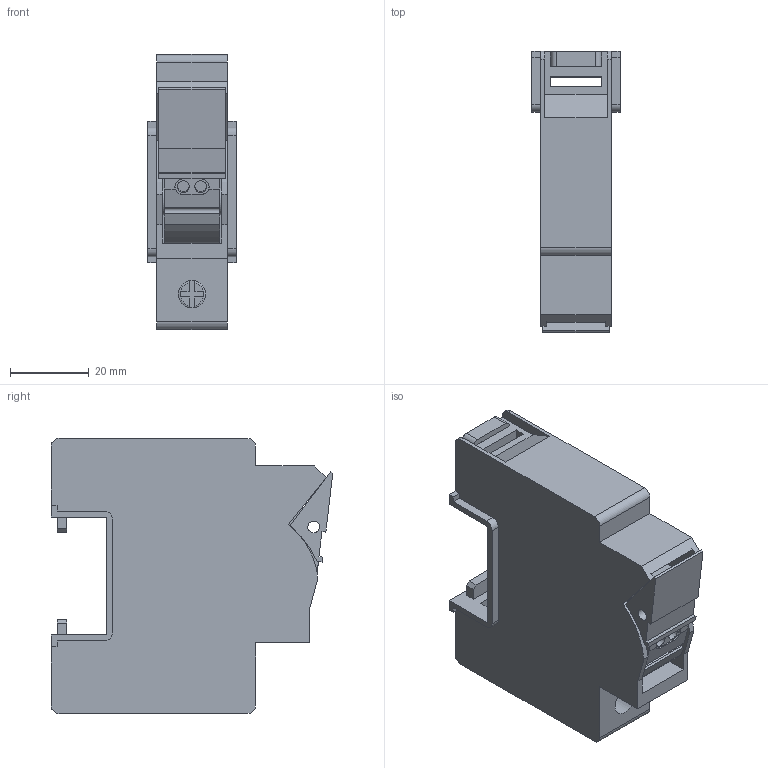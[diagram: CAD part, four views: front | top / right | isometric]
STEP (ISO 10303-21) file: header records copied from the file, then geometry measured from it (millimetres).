
FILE_DESCRIPTION(/* description */ ('STEP AP214'),/* implementation_level */ '2;1');
FILE_NAME(/* name */ '31570',/* time_stamp */ '2023-10-04T11:53:00+02:00',/* author */ ('License CC BY-ND 4.0'),/* organization */ ('CADENAS'),/* preprocessor_version */ 'ST-DEVELOPER v19.3',/* originating_system */ 'PARTsolutions',/* authorisation */ ' ');
FILE_SCHEMA (('AUTOMOTIVE_DESIGN {1 0 10303 214 3 1 1}'));
Length unit declared in the file: millimetre
Products named in the file (5): 31570; 79602000; 77228000; 30414000; 77222000
Assembly tree (5 placements, depth 2):
  31570
    79602000
    77228000  x2
    30414000
    77222000
Bounding box: 22.5 x 71.65 x 70 mm (x, y, z)
Volume: 48893.1 mm3; surface area: 29744.5 mm2
Topology: 5 solids, 5 shells, 256 faces, 723 edges, 479 vertices
Faces by surface type: plane 192, cylinder 62, torus 2
Full cylindrical faces by diameter (mm): 3 x3, 4 x2, 4.5 x1, 6 x1, 7 x3, 8 x1, 10 x1
Entity records: 7321 total; most frequent: CARTESIAN_POINT 1301, ORIENTED_EDGE 1238, DIRECTION 1184, EDGE_CURVE 619, LINE 496, VECTOR 496, VERTEX_POINT 417, AXIS2_PLACEMENT_3D 344
